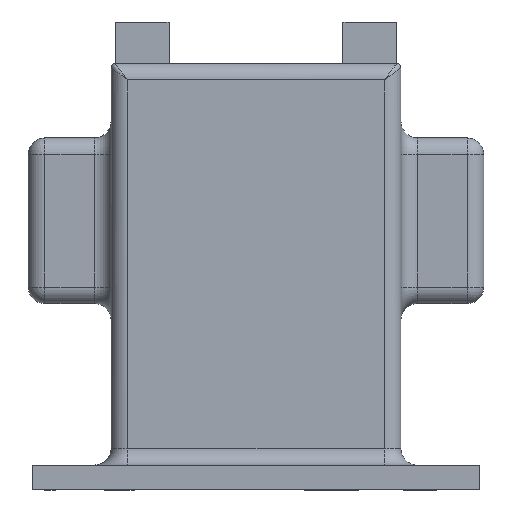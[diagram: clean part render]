
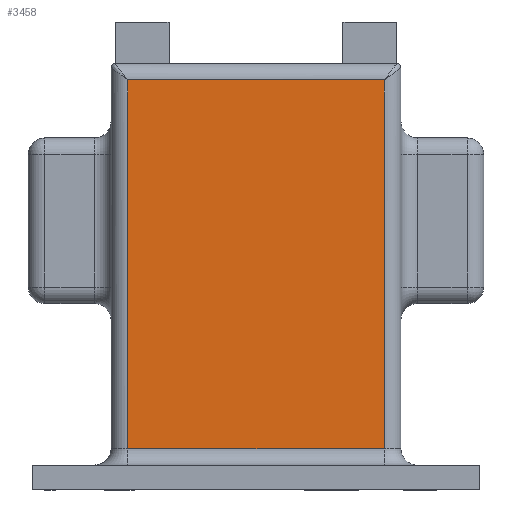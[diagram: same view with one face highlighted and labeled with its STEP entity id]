
A CAD part, left-side view. The second image highlights one B-rep face of the part: STEP entity #3458.
In plain terms, the highlighted planar face has unit normal (-1, 0, 0).
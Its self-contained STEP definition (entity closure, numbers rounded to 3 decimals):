
#139=PLANE('',#3858);
#315=LINE('',#5891,#575);
#316=LINE('',#5925,#576);
#325=LINE('',#6018,#585);
#379=LINE('',#6341,#639);
#575=VECTOR('',#4527,10.);
#576=VECTOR('',#4534,10.);
#585=VECTOR('',#4585,10.);
#639=VECTOR('',#4833,10.);
#942=FACE_OUTER_BOUND('',#1177,.T.);
#1177=EDGE_LOOP('',(#3092,#3093,#3094,#3095));
#1666=VERTEX_POINT('',#5854);
#1671=VERTEX_POINT('',#5890);
#1673=VERTEX_POINT('',#5923);
#1683=VERTEX_POINT('',#6017);
#2078=EDGE_CURVE('',#1666,#1671,#315,.T.);
#2082=EDGE_CURVE('',#1673,#1666,#316,.T.);
#2103=EDGE_CURVE('',#1671,#1683,#325,.T.);
#2215=EDGE_CURVE('',#1683,#1673,#379,.T.);
#3092=ORIENTED_EDGE('',*,*,#2082,.F.);
#3093=ORIENTED_EDGE('',*,*,#2215,.F.);
#3094=ORIENTED_EDGE('',*,*,#2103,.F.);
#3095=ORIENTED_EDGE('',*,*,#2078,.F.);
#3458=ADVANCED_FACE('',(#942),#139,.T.);
#3858=AXIS2_PLACEMENT_3D('',#6343,#4836,#4837);
#4527=DIRECTION('',(0.,-1.,0.));
#4534=DIRECTION('',(0.,0.,1.));
#4585=DIRECTION('',(0.,0.,-1.));
#4833=DIRECTION('',(0.,1.,0.));
#4836=DIRECTION('center_axis',(-1.,0.,0.));
#4837=DIRECTION('ref_axis',(0.,0.,1.));
#5854=CARTESIAN_POINT('',(-30.,15.5,36.5));
#5890=CARTESIAN_POINT('',(-30.,-15.5,36.5));
#5891=CARTESIAN_POINT('',(-30.,15.5,36.5));
#5923=CARTESIAN_POINT('',(-30.,15.5,-8.));
#5925=CARTESIAN_POINT('',(-30.,15.5,-8.));
#6017=CARTESIAN_POINT('',(-30.,-15.5,-8.));
#6018=CARTESIAN_POINT('',(-30.,-15.5,36.5));
#6341=CARTESIAN_POINT('',(-30.,-15.5,-8.));
#6343=CARTESIAN_POINT('Origin',(-30.,0.,-8.001));
